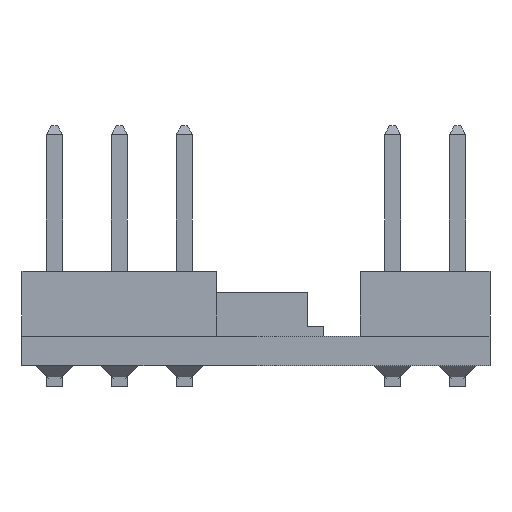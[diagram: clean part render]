
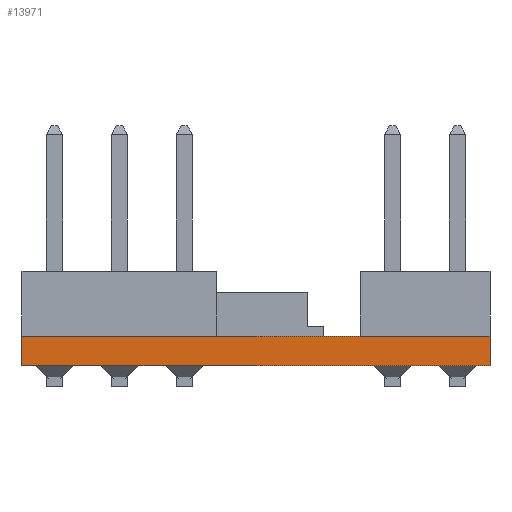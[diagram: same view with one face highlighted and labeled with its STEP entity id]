
A CAD part, left-side view. The second image highlights one B-rep face of the part: STEP entity #13971.
In plain terms, the highlighted planar face has unit normal (-1, 0, 0).
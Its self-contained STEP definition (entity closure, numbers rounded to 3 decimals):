
#1396=FACE_OUTER_BOUND('',#2211,.T.);
#2211=EDGE_LOOP('',(#11800,#11801,#11802,#11803));
#2984=LINE('',#19504,#4643);
#3652=LINE('',#22398,#5311);
#3653=LINE('',#22401,#5312);
#3654=LINE('',#22402,#5313);
#4643=VECTOR('',#15777,10.);
#5311=VECTOR('',#16973,10.);
#5312=VECTOR('',#16976,10.);
#5313=VECTOR('',#16977,10.);
#6167=VERTEX_POINT('',#19497);
#6170=VERTEX_POINT('',#19502);
#6740=VERTEX_POINT('',#22396);
#6741=VERTEX_POINT('',#22400);
#7631=EDGE_CURVE('',#6170,#6167,#2984,.T.);
#8491=EDGE_CURVE('',#6170,#6740,#3652,.T.);
#8492=EDGE_CURVE('',#6741,#6740,#3653,.T.);
#8493=EDGE_CURVE('',#6167,#6741,#3654,.T.);
#11800=ORIENTED_EDGE('',*,*,#7631,.F.);
#11801=ORIENTED_EDGE('',*,*,#8491,.T.);
#11802=ORIENTED_EDGE('',*,*,#8492,.F.);
#11803=ORIENTED_EDGE('',*,*,#8493,.F.);
#13207=PLANE('',#14661);
#13971=ADVANCED_FACE('',(#1396),#13207,.T.);
#14661=AXIS2_PLACEMENT_3D('',#22399,#16974,#16975);
#15777=DIRECTION('',(0.,-1.,0.));
#16973=DIRECTION('',(0.,0.,-1.));
#16974=DIRECTION('center_axis',(-1.,0.,0.));
#16975=DIRECTION('ref_axis',(0.,1.,0.));
#16976=DIRECTION('',(0.,1.,0.));
#16977=DIRECTION('',(0.,0.,-1.));
#19497=CARTESIAN_POINT('',(-10.65,-9.15,0.));
#19502=CARTESIAN_POINT('',(-10.65,9.15,0.));
#19504=CARTESIAN_POINT('',(-10.65,9.15,0.));
#22396=CARTESIAN_POINT('',(-10.65,9.15,-1.15));
#22398=CARTESIAN_POINT('',(-10.65,9.15,0.));
#22399=CARTESIAN_POINT('Origin',(-10.65,-9.15,0.));
#22400=CARTESIAN_POINT('',(-10.65,-9.15,-1.15));
#22401=CARTESIAN_POINT('',(-10.65,9.15,-1.15));
#22402=CARTESIAN_POINT('',(-10.65,-9.15,0.));
